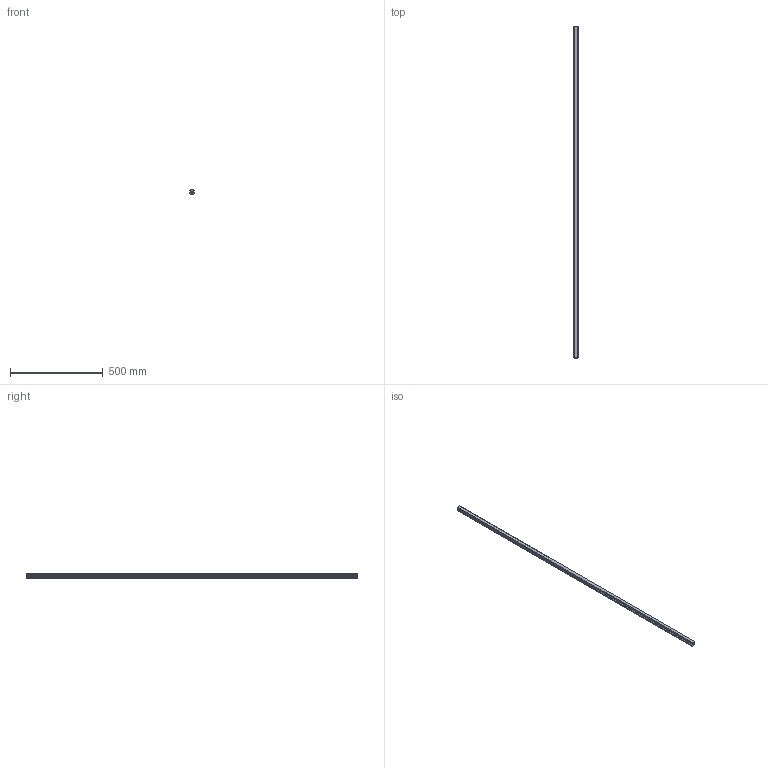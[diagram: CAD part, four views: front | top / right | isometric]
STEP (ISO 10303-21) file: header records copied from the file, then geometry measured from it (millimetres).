
FILE_DESCRIPTION(('STEP AP214'),'1');
FILE_NAME('cctmp_DF768F66-408A-429B-8CFA-5A61C3EA314C_2021_01_25_13_05_07_0619..stp','2021-01-25T12:05:07',('HIWIN GmbH'),('CADClick - www.CADClick.com'),'Spatial InterOp 3D',' ','unknown authorization');
FILE_SCHEMA(('AUTOMOTIVE_DESIGN'));
Length unit declared in the file: millimetre
Products named in the file (1): HGR25T1790C_FILE
Bounding box: 23 x 1790 x 22 mm (x, y, z)
Volume: 773874.8 mm3; surface area: 170304.1 mm2
Topology: 1 solids, 1 shells, 321 faces, 975 edges, 600 vertices
Faces by surface type: plane 179, cylinder 82, cone 60
Entity records: 13185 total; most frequent: DIRECTION 1963, CARTESIAN_POINT 1837, ORIENTED_EDGE 1830, EDGE_CURVE 915, AXIS2_PLACEMENT_3D 726, VERTEX_POINT 600, LINE 511, VECTOR 511
